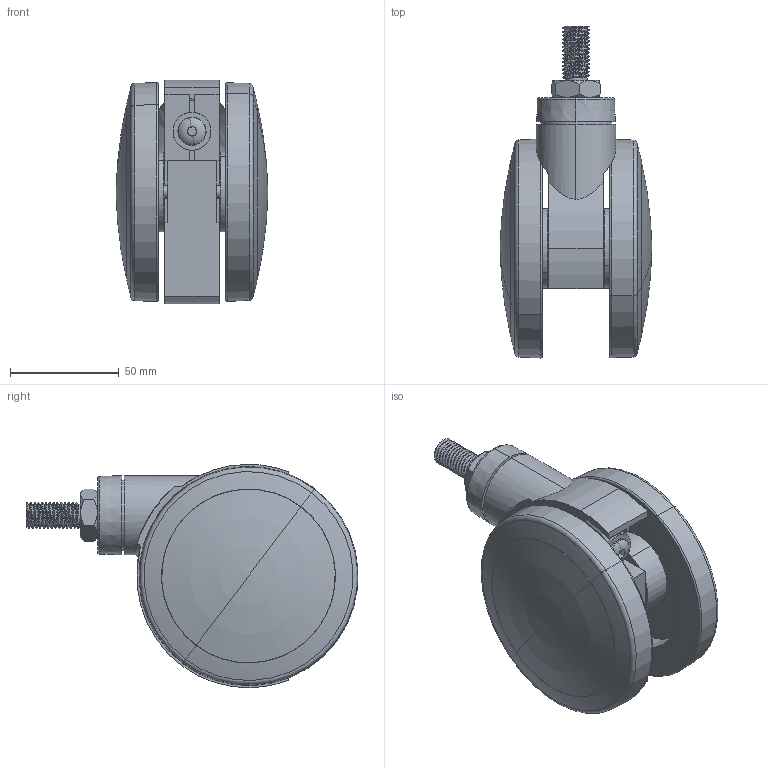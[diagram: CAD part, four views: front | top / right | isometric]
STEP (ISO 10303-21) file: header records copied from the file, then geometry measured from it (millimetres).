
FILE_DESCRIPTION (( 'STEP AP203' ), '1' );
FILE_NAME ('ACMCT-102SS.STEP', '2020-02-19T04:51:21', ( '' ), ( '' ), 'SwSTEP 2.0', 'SolidWorks 2019', '' );
FILE_SCHEMA (( 'CONFIG_CONTROL_DESIGN' ));
Length unit declared in the file: millimetre
Products named in the file (5): 102 NON BRAKE TYPE FRAME; ACMC-102 WHEEL; ACMCT-102SS; ACMCT-102 SS TYPE TOP PLATE; ACMC-102 BOLT
Assembly tree (5 placements, depth 2):
  ACMCT-102SS
    102 NON BRAKE TYPE FRAME
    ACMC-102 WHEEL  x2
    ACMC-102 BOLT
    ACMCT-102 SS TYPE TOP PLATE
Bounding box: 70 x 152.94 x 102.97 mm (x, y, z)
Volume: 355465.2 mm3; surface area: 76809.1 mm2
Topology: 5 solids, 5 shells, 204 faces, 514 edges, 328 vertices
Faces by surface type: cylinder 96, plane 67, torus 24, cone 10, bspline 7
Entity records: 14004 total; most frequent: CARTESIAN_POINT 9387, ORIENTED_EDGE 924, DIRECTION 793, EDGE_CURVE 462, AXIS2_PLACEMENT_3D 304, VERTEX_POINT 299, EDGE_LOOP 187, VECTOR 185
